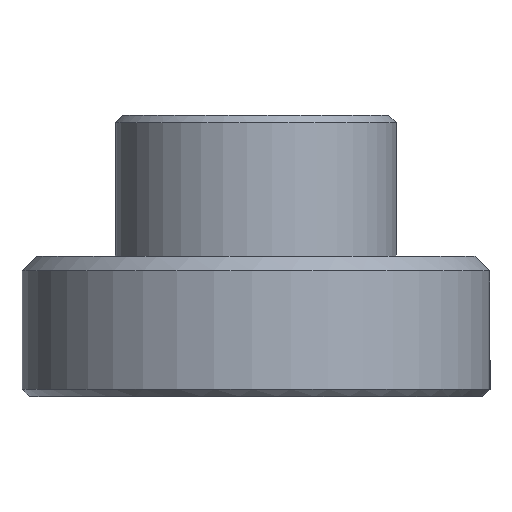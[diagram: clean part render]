
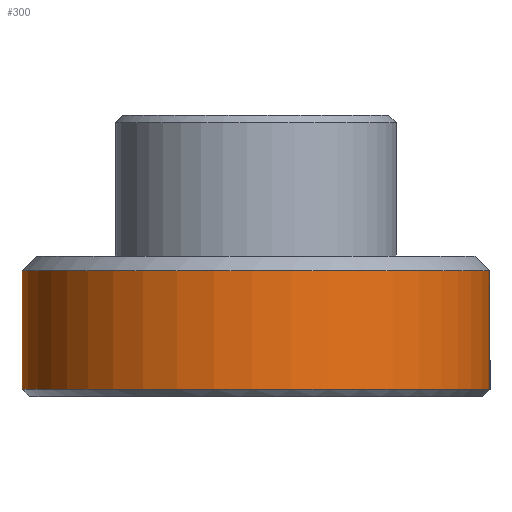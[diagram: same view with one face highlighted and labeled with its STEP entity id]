
A CAD part, front view. The second image highlights one B-rep face of the part: STEP entity #300.
In plain terms, the highlighted free-form (B-spline) face has degree [2, 1] with [9, 2] control points.
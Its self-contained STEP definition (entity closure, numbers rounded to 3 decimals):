
#196 = VERTEX_POINT('',#197);
#197 = CARTESIAN_POINT('',(0.,18.554,
    -12.32));
#202 = EDGE_CURVE('',#196,#196,#203,.T.);
#203 = ( BOUNDED_CURVE() B_SPLINE_CURVE(2,(#204,#205,#206,#207,#208,#209
,#210),.UNSPECIFIED.,.T.,.F.) B_SPLINE_CURVE_WITH_KNOTS((1,2,2,2,2,1),(
    -2.094,0.,2.094,4.189,6.283,
8.378),.UNSPECIFIED.) CURVE() GEOMETRIC_REPRESENTATION_ITEM() 
RATIONAL_B_SPLINE_CURVE((1.,0.5,1.,0.5,1.,0.5,1.)) REPRESENTATION_ITEM(
  '') );
#204 = CARTESIAN_POINT('',(0.,18.554,
    -12.32));
#205 = CARTESIAN_POINT('',(32.137,18.554,-12.32
    ));
#206 = CARTESIAN_POINT('',(16.069,-9.277,-12.32
    ));
#207 = CARTESIAN_POINT('',(0.,-37.109,
    -12.32));
#208 = CARTESIAN_POINT('',(-16.069,-9.277,-12.32
    ));
#209 = CARTESIAN_POINT('',(-32.137,18.554,-12.32
    ));
#210 = CARTESIAN_POINT('',(0.,18.554,
    -12.32));
#231 = EDGE_CURVE('',#232,#232,#234,.T.);
#232 = VERTEX_POINT('',#233);
#233 = CARTESIAN_POINT('',(0.,18.554,
    -21.671));
#234 = ( BOUNDED_CURVE() B_SPLINE_CURVE(2,(#235,#236,#237,#238,#239,#240
,#241),.UNSPECIFIED.,.T.,.F.) B_SPLINE_CURVE_WITH_KNOTS((1,2,2,2,2,1),(
    -2.094,0.,2.094,4.189,6.283,
8.378),.UNSPECIFIED.) CURVE() GEOMETRIC_REPRESENTATION_ITEM() 
RATIONAL_B_SPLINE_CURVE((1.,0.5,1.,0.5,1.,0.5,1.)) REPRESENTATION_ITEM(
  '') );
#235 = CARTESIAN_POINT('',(0.,18.554,
    -21.671));
#236 = CARTESIAN_POINT('',(32.137,18.554,
    -21.671));
#237 = CARTESIAN_POINT('',(16.069,-9.277,
    -21.671));
#238 = CARTESIAN_POINT('',(0.,-37.109,
    -21.671));
#239 = CARTESIAN_POINT('',(-16.069,-9.277,
    -21.671));
#240 = CARTESIAN_POINT('',(-32.137,18.554,
    -21.671));
#241 = CARTESIAN_POINT('',(0.,18.554,
    -21.671));
#300 = ADVANCED_FACE('',(#301),#311,.T.);
#301 = FACE_BOUND('',#302,.T.);
#302 = EDGE_LOOP('',(#303,#304,#309,#310));
#303 = ORIENTED_EDGE('',*,*,#231,.F.);
#304 = ORIENTED_EDGE('',*,*,#305,.T.);
#305 = EDGE_CURVE('',#232,#196,#306,.T.);
#306 = B_SPLINE_CURVE_WITH_KNOTS('',1,(#307,#308),.UNSPECIFIED.,.F.,.F.,
  (2,2),(0.508,8.509),.PIECEWISE_BEZIER_KNOTS.);
#307 = CARTESIAN_POINT('',(0.,18.554,
    -21.671));
#308 = CARTESIAN_POINT('',(0.,18.554,
    -12.32));
#309 = ORIENTED_EDGE('',*,*,#202,.T.);
#310 = ORIENTED_EDGE('',*,*,#305,.F.);
#311 = ( BOUNDED_SURFACE() B_SPLINE_SURFACE(2,1,(
    (#312,#313)
    ,(#314,#315)
    ,(#316,#317)
    ,(#318,#319)
    ,(#320,#321)
    ,(#322,#323)
    ,(#324,#325)
    ,(#326,#327)
,(#328,#329
    )),.UNSPECIFIED.,.T.,.F.,.F.) B_SPLINE_SURFACE_WITH_KNOTS((3,2,2,2,3
    ),(2,2),(3.142,4.189,6.283,8.378,
    9.425),(0.508,8.509),.UNSPECIFIED.) 
GEOMETRIC_REPRESENTATION_ITEM() RATIONAL_B_SPLINE_SURFACE((
    (0.75,0.75)
    ,(0.75,0.75)
    ,(1.,1.)
    ,(0.5,0.5)
    ,(1.,1.)
    ,(0.5,0.5)
    ,(1.,1.)
    ,(0.75,0.75)
,(0.75,0.75))) REPRESENTATION_ITEM('') SURFACE() );
#312 = CARTESIAN_POINT('',(0.,18.554,
    -21.671));
#313 = CARTESIAN_POINT('',(0.,18.554,
    -12.32));
#314 = CARTESIAN_POINT('',(-10.712,18.554,
    -21.671));
#315 = CARTESIAN_POINT('',(-10.712,18.554,-12.32
    ));
#316 = CARTESIAN_POINT('',(-16.069,9.277,-21.671
    ));
#317 = CARTESIAN_POINT('',(-16.069,9.277,-12.32)
  );
#318 = CARTESIAN_POINT('',(-32.137,-18.554,
    -21.671));
#319 = CARTESIAN_POINT('',(-32.137,-18.554,-12.32
    ));
#320 = CARTESIAN_POINT('',(0.,-18.554,
    -21.671));
#321 = CARTESIAN_POINT('',(0.,-18.554,
    -12.32));
#322 = CARTESIAN_POINT('',(32.137,-18.554,
    -21.671));
#323 = CARTESIAN_POINT('',(32.137,-18.554,-12.32
    ));
#324 = CARTESIAN_POINT('',(16.069,9.277,-21.671
    ));
#325 = CARTESIAN_POINT('',(16.069,9.277,-12.32)
  );
#326 = CARTESIAN_POINT('',(10.712,18.554,
    -21.671));
#327 = CARTESIAN_POINT('',(10.712,18.554,-12.32
    ));
#328 = CARTESIAN_POINT('',(0.,18.554,
    -21.671));
#329 = CARTESIAN_POINT('',(0.,18.554,
    -12.32));
